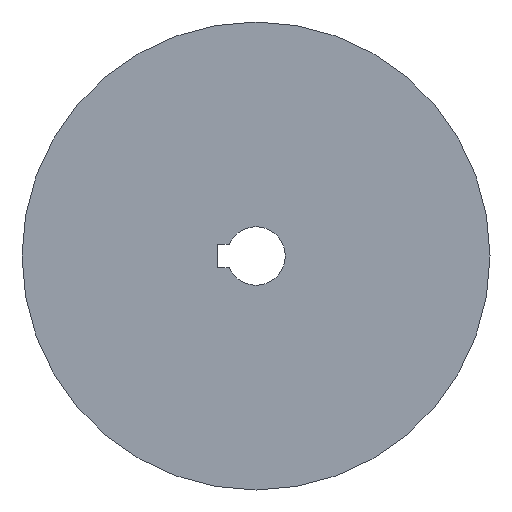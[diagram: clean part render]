
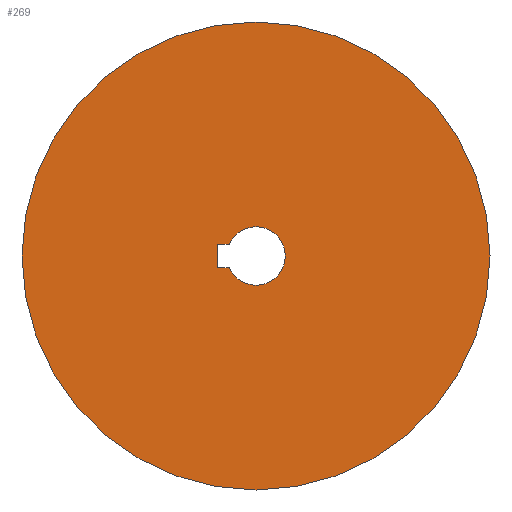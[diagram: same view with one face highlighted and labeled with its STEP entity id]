
A CAD part, front view. The second image highlights one B-rep face of the part: STEP entity #269.
In plain terms, the highlighted planar face has unit normal (0, -1, 0).
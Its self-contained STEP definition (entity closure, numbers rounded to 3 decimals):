
#3 = DIRECTION ( 'NONE',  ( 0., 1., 0. ) ) ;
#8 = FACE_OUTER_BOUND ( 'NONE', #248, .T. ) ;
#16 = LINE ( 'NONE', #220, #181 ) ;
#18 = AXIS2_PLACEMENT_3D ( 'NONE', #164, #289, #57 ) ;
#23 = CARTESIAN_POINT ( 'NONE',  ( 0., 0., 5. ) ) ;
#31 = DIRECTION ( 'NONE',  ( 0., 1., 0. ) ) ;
#34 = VECTOR ( 'NONE', #309, 1000. ) ;
#37 = DIRECTION ( 'NONE',  ( 0., 1., 0. ) ) ;
#39 = EDGE_CURVE ( 'NONE', #72, #247, #312, .T. ) ;
#41 = ORIENTED_EDGE ( 'NONE', *, *, #278, .F. ) ;
#44 = VERTEX_POINT ( 'NONE', #179 ) ;
#50 = DIRECTION ( 'NONE',  ( 0., 0., 1. ) ) ;
#51 = AXIS2_PLACEMENT_3D ( 'NONE', #136, #31, #84 ) ;
#57 = DIRECTION ( 'NONE',  ( 0., 0., 1. ) ) ;
#63 = ORIENTED_EDGE ( 'NONE', *, *, #207, .T. ) ;
#72 = VERTEX_POINT ( 'NONE', #23 ) ;
#77 = CARTESIAN_POINT ( 'NONE',  ( -6.583, 0., -2. ) ) ;
#82 = CARTESIAN_POINT ( 'NONE',  ( 0., 0., 0. ) ) ;
#84 = DIRECTION ( 'NONE',  ( 0., 0., 1. ) ) ;
#85 = CARTESIAN_POINT ( 'NONE',  ( 0., 0., 0. ) ) ;
#87 = CARTESIAN_POINT ( 'NONE',  ( 0., 0., 0. ) ) ;
#90 = VERTEX_POINT ( 'NONE', #279 ) ;
#107 = DIRECTION ( 'NONE',  ( 0., 0., 1. ) ) ;
#110 = PLANE ( 'NONE',  #18 ) ;
#112 = EDGE_CURVE ( 'NONE', #121, #198, #125, .T. ) ;
#119 = CIRCLE ( 'NONE', #51, 5. ) ;
#121 = VERTEX_POINT ( 'NONE', #77 ) ;
#125 = LINE ( 'NONE', #257, #326 ) ;
#130 = EDGE_CURVE ( 'NONE', #198, #162, #233, .T. ) ;
#136 = CARTESIAN_POINT ( 'NONE',  ( 0., 0., 0. ) ) ;
#151 = CARTESIAN_POINT ( 'NONE',  ( -6.583, 0., 2. ) ) ;
#154 = AXIS2_PLACEMENT_3D ( 'NONE', #82, #157, #184 ) ;
#157 = DIRECTION ( 'NONE',  ( 0., 1., 0. ) ) ;
#162 = VERTEX_POINT ( 'NONE', #283 ) ;
#163 = CIRCLE ( 'NONE', #222, 40. ) ;
#164 = CARTESIAN_POINT ( 'NONE',  ( 0., 0., 0. ) ) ;
#166 = EDGE_LOOP ( 'NONE', ( #274, #221, #216, #196, #63, #271 ) ) ;
#179 = CARTESIAN_POINT ( 'NONE',  ( 0., 0., 40. ) ) ;
#181 = VECTOR ( 'NONE', #304, 1000. ) ;
#184 = DIRECTION ( 'NONE',  ( 0., 0., 1. ) ) ;
#188 = CARTESIAN_POINT ( 'NONE',  ( 0., 0., 0. ) ) ;
#195 = CIRCLE ( 'NONE', #264, 40. ) ;
#196 = ORIENTED_EDGE ( 'NONE', *, *, #39, .T. ) ;
#198 = VERTEX_POINT ( 'NONE', #263 ) ;
#201 = EDGE_CURVE ( 'NONE', #44, #90, #195, .T. ) ;
#207 = EDGE_CURVE ( 'NONE', #247, #228, #119, .T. ) ;
#210 = DIRECTION ( 'NONE',  ( 0., 0., 1. ) ) ;
#216 = ORIENTED_EDGE ( 'NONE', *, *, #254, .T. ) ;
#220 = CARTESIAN_POINT ( 'NONE',  ( -6.583, 0., -2. ) ) ;
#221 = ORIENTED_EDGE ( 'NONE', *, *, #130, .T. ) ;
#222 = AXIS2_PLACEMENT_3D ( 'NONE', #85, #266, #294 ) ;
#228 = VERTEX_POINT ( 'NONE', #242 ) ;
#233 = LINE ( 'NONE', #151, #34 ) ;
#242 = CARTESIAN_POINT ( 'NONE',  ( -4.583, 0., -2. ) ) ;
#247 = VERTEX_POINT ( 'NONE', #317 ) ;
#248 = EDGE_LOOP ( 'NONE', ( #41, #296 ) ) ;
#254 = EDGE_CURVE ( 'NONE', #162, #72, #281, .T. ) ;
#257 = CARTESIAN_POINT ( 'NONE',  ( -6.583, 0., -2. ) ) ;
#263 = CARTESIAN_POINT ( 'NONE',  ( -6.583, 0., 2. ) ) ;
#264 = AXIS2_PLACEMENT_3D ( 'NONE', #87, #3, #210 ) ;
#266 = DIRECTION ( 'NONE',  ( 0., 1., 0. ) ) ;
#269 = ADVANCED_FACE ( 'NONE', ( #8, #316 ), #110, .F. ) ;
#271 = ORIENTED_EDGE ( 'NONE', *, *, #288, .T. ) ;
#274 = ORIENTED_EDGE ( 'NONE', *, *, #112, .T. ) ;
#278 = EDGE_CURVE ( 'NONE', #90, #44, #163, .T. ) ;
#279 = CARTESIAN_POINT ( 'NONE',  ( 0., 0., -40. ) ) ;
#281 = CIRCLE ( 'NONE', #325, 5. ) ;
#283 = CARTESIAN_POINT ( 'NONE',  ( -4.583, 0., 2. ) ) ;
#288 = EDGE_CURVE ( 'NONE', #228, #121, #16, .T. ) ;
#289 = DIRECTION ( 'NONE',  ( 0., 1., 0. ) ) ;
#294 = DIRECTION ( 'NONE',  ( 0., 0., 1. ) ) ;
#296 = ORIENTED_EDGE ( 'NONE', *, *, #201, .F. ) ;
#304 = DIRECTION ( 'NONE',  ( -1., 0., 0. ) ) ;
#309 = DIRECTION ( 'NONE',  ( 1., 0., 0. ) ) ;
#312 = CIRCLE ( 'NONE', #154, 5. ) ;
#316 = FACE_BOUND ( 'NONE', #166, .T. ) ;
#317 = CARTESIAN_POINT ( 'NONE',  ( 0., 0., -5. ) ) ;
#325 = AXIS2_PLACEMENT_3D ( 'NONE', #188, #37, #107 ) ;
#326 = VECTOR ( 'NONE', #50, 1000. ) ;
